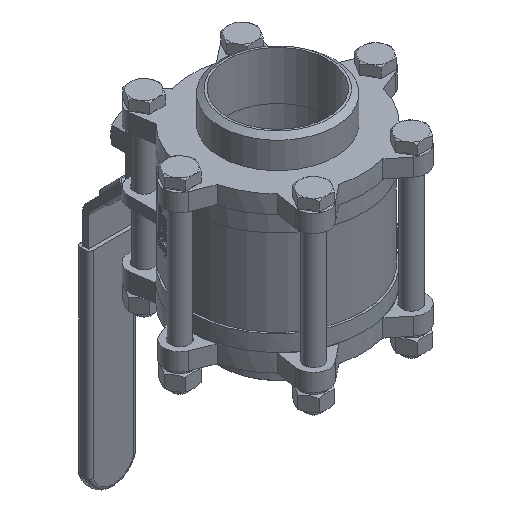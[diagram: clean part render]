
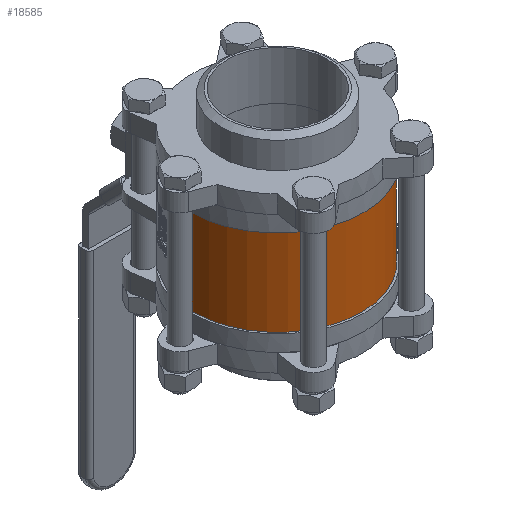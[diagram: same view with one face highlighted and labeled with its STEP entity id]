
A CAD part, isometric view. The second image highlights one B-rep face of the part: STEP entity #18585.
In plain terms, the highlighted cylindrical face has radius 84 mm (diameter 168 mm), a partial arc.
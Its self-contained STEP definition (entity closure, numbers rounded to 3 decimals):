
#320=B_SPLINE_CURVE_WITH_KNOTS('',3,(#25962,#25963,#25964,#25965,#25966,
#25967,#25968,#25969,#25970,#25971,#25972,#25973,#25974,#25975,#25976,#25977),
 .UNSPECIFIED.,.F.,.F.,(4,2,2,2,2,2,2,4),(10.454,10.89,
11.325,11.761,12.197,12.632,13.068,
13.424),.UNSPECIFIED.);
#321=B_SPLINE_CURVE_WITH_KNOTS('',3,(#25997,#25998,#25999,#26000,#26001,
#26002,#26003,#26004,#26005,#26006,#26007,#26008,#26009,#26010,#26011,#26012),
 .UNSPECIFIED.,.F.,.F.,(4,2,2,2,2,2,2,4),(14.454,14.81,
15.246,15.682,16.117,16.553,16.988,
17.424),.UNSPECIFIED.);
#1158=CYLINDRICAL_SURFACE('',#19848,84.);
#1464=LINE('',#25956,#2897);
#1465=LINE('',#25960,#2898);
#1466=LINE('',#25981,#2899);
#1467=LINE('',#25987,#2900);
#1468=LINE('',#25993,#2901);
#1469=LINE('',#26014,#2902);
#2897=VECTOR('',#21698,84.);
#2898=VECTOR('',#21701,10.);
#2899=VECTOR('',#21704,10.);
#2900=VECTOR('',#21709,10.);
#2901=VECTOR('',#21714,10.);
#2902=VECTOR('',#21717,10.);
#4820=FACE_OUTER_BOUND('',#5875,.T.);
#5875=EDGE_LOOP('',(#12822,#12823,#12824,#12825,#12826,#12827,#12828,#12829,
#12830,#12831,#12832,#12833,#12834,#12835,#12836,#12837));
#6997=CIRCLE('',#19849,84.);
#6998=CIRCLE('',#19850,84.);
#6999=CIRCLE('',#19851,84.);
#7000=CIRCLE('',#19852,84.);
#7001=CIRCLE('',#19853,84.);
#7002=CIRCLE('',#19854,84.);
#7003=CIRCLE('',#19855,84.);
#7004=CIRCLE('',#19856,84.);
#7742=VERTEX_POINT('',#25954);
#7743=VERTEX_POINT('',#25955);
#7744=VERTEX_POINT('',#25957);
#7745=VERTEX_POINT('',#25959);
#7746=VERTEX_POINT('',#25961);
#7747=VERTEX_POINT('',#25978);
#7748=VERTEX_POINT('',#25980);
#7749=VERTEX_POINT('',#25982);
#7750=VERTEX_POINT('',#25984);
#7751=VERTEX_POINT('',#25986);
#7752=VERTEX_POINT('',#25988);
#7753=VERTEX_POINT('',#25990);
#7754=VERTEX_POINT('',#25992);
#7755=VERTEX_POINT('',#25994);
#7756=VERTEX_POINT('',#25996);
#7757=VERTEX_POINT('',#26013);
#9673=EDGE_CURVE('',#7742,#7743,#1464,.T.);
#9674=EDGE_CURVE('',#7742,#7744,#6997,.T.);
#9675=EDGE_CURVE('',#7745,#7744,#1465,.T.);
#9676=EDGE_CURVE('',#7745,#7746,#320,.T.);
#9677=EDGE_CURVE('',#7746,#7747,#6998,.T.);
#9678=EDGE_CURVE('',#7747,#7748,#1466,.T.);
#9679=EDGE_CURVE('',#7748,#7749,#6999,.T.);
#9680=EDGE_CURVE('',#7749,#7750,#7000,.T.);
#9681=EDGE_CURVE('',#7750,#7751,#1467,.T.);
#9682=EDGE_CURVE('',#7751,#7752,#7001,.T.);
#9683=EDGE_CURVE('',#7752,#7753,#7002,.T.);
#9684=EDGE_CURVE('',#7753,#7754,#1468,.T.);
#9685=EDGE_CURVE('',#7754,#7755,#7003,.T.);
#9686=EDGE_CURVE('',#7755,#7756,#321,.T.);
#9687=EDGE_CURVE('',#7757,#7756,#1469,.T.);
#9688=EDGE_CURVE('',#7757,#7743,#7004,.T.);
#12822=ORIENTED_EDGE('',*,*,#9673,.F.);
#12823=ORIENTED_EDGE('',*,*,#9674,.T.);
#12824=ORIENTED_EDGE('',*,*,#9675,.F.);
#12825=ORIENTED_EDGE('',*,*,#9676,.T.);
#12826=ORIENTED_EDGE('',*,*,#9677,.T.);
#12827=ORIENTED_EDGE('',*,*,#9678,.T.);
#12828=ORIENTED_EDGE('',*,*,#9679,.T.);
#12829=ORIENTED_EDGE('',*,*,#9680,.T.);
#12830=ORIENTED_EDGE('',*,*,#9681,.T.);
#12831=ORIENTED_EDGE('',*,*,#9682,.T.);
#12832=ORIENTED_EDGE('',*,*,#9683,.T.);
#12833=ORIENTED_EDGE('',*,*,#9684,.T.);
#12834=ORIENTED_EDGE('',*,*,#9685,.T.);
#12835=ORIENTED_EDGE('',*,*,#9686,.T.);
#12836=ORIENTED_EDGE('',*,*,#9687,.F.);
#12837=ORIENTED_EDGE('',*,*,#9688,.T.);
#18585=ADVANCED_FACE('',(#4820),#1158,.T.);
#19848=AXIS2_PLACEMENT_3D('',#25953,#21696,#21697);
#19849=AXIS2_PLACEMENT_3D('',#25958,#21699,#21700);
#19850=AXIS2_PLACEMENT_3D('',#25979,#21702,#21703);
#19851=AXIS2_PLACEMENT_3D('',#25983,#21705,#21706);
#19852=AXIS2_PLACEMENT_3D('',#25985,#21707,#21708);
#19853=AXIS2_PLACEMENT_3D('',#25989,#21710,#21711);
#19854=AXIS2_PLACEMENT_3D('',#25991,#21712,#21713);
#19855=AXIS2_PLACEMENT_3D('',#25995,#21715,#21716);
#19856=AXIS2_PLACEMENT_3D('',#26015,#21718,#21719);
#21696=DIRECTION('center_axis',(0.,0.,1.));
#21697=DIRECTION('ref_axis',(-1.,0.,0.));
#21698=DIRECTION('',(0.,0.,-1.));
#21699=DIRECTION('center_axis',(0.,0.,-1.));
#21700=DIRECTION('ref_axis',(-1.,0.,0.));
#21701=DIRECTION('',(0.,0.,1.));
#21702=DIRECTION('center_axis',(0.,0.,1.));
#21703=DIRECTION('ref_axis',(-1.,0.,0.));
#21704=DIRECTION('',(0.,0.,1.));
#21705=DIRECTION('center_axis',(0.,0.,1.));
#21706=DIRECTION('ref_axis',(-1.,0.,0.));
#21707=DIRECTION('center_axis',(0.,0.,1.));
#21708=DIRECTION('ref_axis',(-1.,0.,0.));
#21709=DIRECTION('',(0.,0.,-1.));
#21710=DIRECTION('center_axis',(0.,0.,-1.));
#21711=DIRECTION('ref_axis',(-1.,0.,0.));
#21712=DIRECTION('center_axis',(0.,0.,-1.));
#21713=DIRECTION('ref_axis',(-1.,0.,0.));
#21714=DIRECTION('',(0.,0.,1.));
#21715=DIRECTION('center_axis',(0.,0.,-1.));
#21716=DIRECTION('ref_axis',(-1.,0.,0.));
#21717=DIRECTION('',(0.,0.,1.));
#21718=DIRECTION('center_axis',(0.,0.,1.));
#21719=DIRECTION('ref_axis',(-1.,0.,0.));
#25953=CARTESIAN_POINT('Origin',(0.,0.,0.));
#25954=CARTESIAN_POINT('',(84.,0.,43.6));
#25955=CARTESIAN_POINT('',(84.,0.,-43.6));
#25956=CARTESIAN_POINT('',(84.,0.,0.));
#25957=CARTESIAN_POINT('',(0.,84.,43.6));
#25958=CARTESIAN_POINT('Origin',(0.,0.,43.6));
#25959=CARTESIAN_POINT('',(0.,84.,23.));
#25960=CARTESIAN_POINT('',(0.,84.,0.));
#25961=CARTESIAN_POINT('',(-22.393,80.96,5.25));
#25962=CARTESIAN_POINT('Ctrl Pts',(0.,84.,23.));
#25963=CARTESIAN_POINT('Ctrl Pts',(-1.452,84.,23.));
#25964=CARTESIAN_POINT('Ctrl Pts',(-2.951,83.961,22.86));
#25965=CARTESIAN_POINT('Ctrl Pts',(-5.928,83.804,22.275));
#25966=CARTESIAN_POINT('Ctrl Pts',(-7.407,83.685,21.829));
#25967=CARTESIAN_POINT('Ctrl Pts',(-10.238,83.386,20.653));
#25968=CARTESIAN_POINT('Ctrl Pts',(-11.593,83.206,19.922));
#25969=CARTESIAN_POINT('Ctrl Pts',(-14.098,82.818,18.236));
#25970=CARTESIAN_POINT('Ctrl Pts',(-15.247,82.611,17.28));
#25971=CARTESIAN_POINT('Ctrl Pts',(-17.28,82.21,15.246));
#25972=CARTESIAN_POINT('Ctrl Pts',(-18.236,82.001,14.097));
#25973=CARTESIAN_POINT('Ctrl Pts',(-19.922,81.608,11.593));
#25974=CARTESIAN_POINT('Ctrl Pts',(-20.653,81.424,10.238));
#25975=CARTESIAN_POINT('Ctrl Pts',(-21.722,81.144,7.664));
#25976=CARTESIAN_POINT('Ctrl Pts',(-22.108,81.039,6.464));
#25977=CARTESIAN_POINT('Ctrl Pts',(-22.393,80.96,5.25));
#25978=CARTESIAN_POINT('',(-63.414,55.087,5.25));
#25979=CARTESIAN_POINT('Origin',(0.,0.,5.25));
#25980=CARTESIAN_POINT('',(-63.414,55.087,43.5));
#25981=CARTESIAN_POINT('',(-63.414,55.087,0.));
#25982=CARTESIAN_POINT('',(-72.746,42.,43.5));
#25983=CARTESIAN_POINT('Origin',(0.,0.,43.5));
#25984=CARTESIAN_POINT('',(-79.414,27.375,43.5));
#25985=CARTESIAN_POINT('Origin',(0.,0.,43.5));
#25986=CARTESIAN_POINT('',(-79.414,27.375,-43.5));
#25987=CARTESIAN_POINT('',(-79.414,27.375,0.));
#25988=CARTESIAN_POINT('',(-72.746,42.,-43.5));
#25989=CARTESIAN_POINT('Origin',(0.,0.,-43.5));
#25990=CARTESIAN_POINT('',(-63.414,55.087,-43.5));
#25991=CARTESIAN_POINT('Origin',(0.,0.,-43.5));
#25992=CARTESIAN_POINT('',(-63.414,55.087,-5.25));
#25993=CARTESIAN_POINT('',(-63.414,55.087,0.));
#25994=CARTESIAN_POINT('',(-22.393,80.96,-5.25));
#25995=CARTESIAN_POINT('Origin',(0.,0.,-5.25));
#25996=CARTESIAN_POINT('',(0.,84.,-23.));
#25997=CARTESIAN_POINT('Ctrl Pts',(-22.393,80.96,-5.25));
#25998=CARTESIAN_POINT('Ctrl Pts',(-22.108,81.039,-6.464));
#25999=CARTESIAN_POINT('Ctrl Pts',(-21.722,81.144,-7.664));
#26000=CARTESIAN_POINT('Ctrl Pts',(-20.653,81.424,-10.238));
#26001=CARTESIAN_POINT('Ctrl Pts',(-19.922,81.608,-11.593));
#26002=CARTESIAN_POINT('Ctrl Pts',(-18.236,82.001,-14.097));
#26003=CARTESIAN_POINT('Ctrl Pts',(-17.28,82.21,-15.246));
#26004=CARTESIAN_POINT('Ctrl Pts',(-15.247,82.611,-17.28));
#26005=CARTESIAN_POINT('Ctrl Pts',(-14.098,82.818,-18.236));
#26006=CARTESIAN_POINT('Ctrl Pts',(-11.593,83.206,-19.922));
#26007=CARTESIAN_POINT('Ctrl Pts',(-10.238,83.386,-20.653));
#26008=CARTESIAN_POINT('Ctrl Pts',(-7.407,83.685,-21.829));
#26009=CARTESIAN_POINT('Ctrl Pts',(-5.928,83.804,-22.275));
#26010=CARTESIAN_POINT('Ctrl Pts',(-2.951,83.961,-22.86));
#26011=CARTESIAN_POINT('Ctrl Pts',(-1.452,84.,-23.));
#26012=CARTESIAN_POINT('Ctrl Pts',(0.,84.,-23.));
#26013=CARTESIAN_POINT('',(0.,84.,-43.6));
#26014=CARTESIAN_POINT('',(0.,84.,0.));
#26015=CARTESIAN_POINT('Origin',(0.,0.,-43.6));
